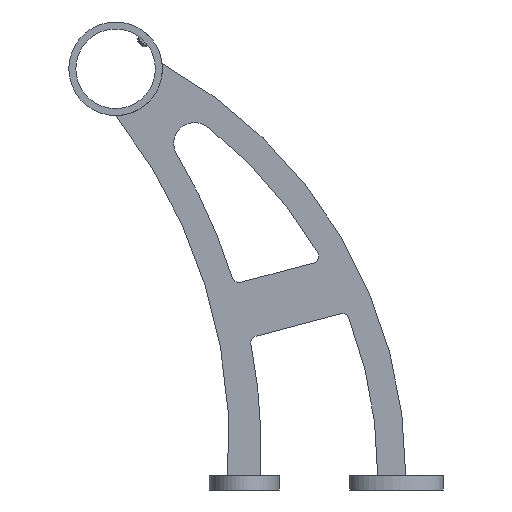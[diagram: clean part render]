
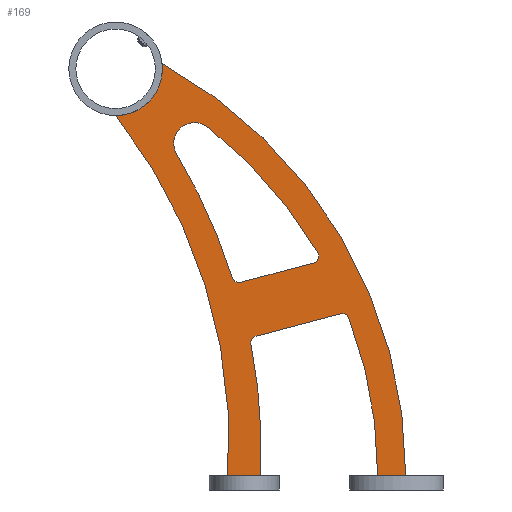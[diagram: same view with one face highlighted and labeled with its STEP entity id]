
A CAD part, left-side view. The second image highlights one B-rep face of the part: STEP entity #169.
In plain terms, the highlighted planar face has unit normal (-1, 0, 0).
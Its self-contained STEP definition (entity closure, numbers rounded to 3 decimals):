
#169 = ADVANCED_FACE ( 'NONE', ( #12363, #3836 ), #2366, .F. ) ;
#263 = CARTESIAN_POINT ( 'NONE',  ( -3., 59.199, 62.823 ) ) ;
#305 = ORIENTED_EDGE ( 'NONE', *, *, #11539, .T. ) ;
#320 = CARTESIAN_POINT ( 'NONE',  ( -3., 67.32, 91.642 ) ) ;
#323 = CARTESIAN_POINT ( 'NONE',  ( -3., -4., 6. ) ) ;
#700 = CARTESIAN_POINT ( 'NONE',  ( -3., 100.12, 182.186 ) ) ;
#748 = VERTEX_POINT ( 'NONE', #3568 ) ;
#871 = DIRECTION ( 'NONE',  ( 0., 0.967, -0.257 ) ) ;
#1109 = VERTEX_POINT ( 'NONE', #5700 ) ;
#1146 = DIRECTION ( 'NONE',  ( 0., 0., -1. ) ) ;
#1262 = CARTESIAN_POINT ( 'NONE',  ( -3., 80.632, 155.106 ) ) ;
#1528 = DIRECTION ( 'NONE',  ( 0., 0., -1. ) ) ;
#1649 = CARTESIAN_POINT ( 'NONE',  ( -3., 58., 6. ) ) ;
#1736 = DIRECTION ( 'NONE',  ( 1., 0., 0. ) ) ;
#1745 = EDGE_CURVE ( 'NONE', #1109, #748, #11659, .T. ) ;
#1929 = CIRCLE ( 'NONE', #12385, 188. ) ;
#2080 = CARTESIAN_POINT ( 'NONE',  ( -3., 23.845, 75.311 ) ) ;
#2258 = DIRECTION ( 'NONE',  ( 1., 0., 0. ) ) ;
#2352 = VERTEX_POINT ( 'NONE', #2080 ) ;
#2362 = DIRECTION ( 'NONE',  ( 1., 0., 0. ) ) ;
#2365 = ORIENTED_EDGE ( 'NONE', *, *, #4557, .F. ) ;
#2366 = PLANE ( 'NONE',  #8928 ) ;
#2484 = VERTEX_POINT ( 'NONE', #7775 ) ;
#2716 = LINE ( 'NONE', #11639, #6761 ) ;
#2844 = CARTESIAN_POINT ( 'NONE',  ( -3., 195.999, 6.666 ) ) ;
#3048 = EDGE_CURVE ( 'NONE', #2352, #6476, #3449, .T. ) ;
#3055 = VERTEX_POINT ( 'NONE', #13622 ) ;
#3081 = DIRECTION ( 'NONE',  ( 0., 0.967, -0.257 ) ) ;
#3145 = ORIENTED_EDGE ( 'NONE', *, *, #3380, .T. ) ;
#3338 = EDGE_LOOP ( 'NONE', ( #5175, #12021, #5888, #3145, #14155, #3733, #10419, #13613, #5340, #12312 ) ) ;
#3380 = EDGE_CURVE ( 'NONE', #6476, #3055, #1929, .T. ) ;
#3449 = CIRCLE ( 'NONE', #6507, 3. ) ;
#3568 = CARTESIAN_POINT ( 'NONE',  ( -3., 70.185, 90.753 ) ) ;
#3733 = ORIENTED_EDGE ( 'NONE', *, *, #4926, .F. ) ;
#3749 = CARTESIAN_POINT ( 'NONE',  ( -3., 35.441, 97.001 ) ) ;
#3836 = FACE_BOUND ( 'NONE', #10865, .T. ) ;
#3898 = VERTEX_POINT ( 'NONE', #10577 ) ;
#3985 = AXIS2_PLACEMENT_3D ( 'NONE', #11340, #7058, #7998 ) ;
#4071 = ORIENTED_EDGE ( 'NONE', *, *, #12018, .T. ) ;
#4175 = VECTOR ( 'NONE', #13908, 1000. ) ;
#4258 = AXIS2_PLACEMENT_3D ( 'NONE', #5745, #13386, #1528 ) ;
#4400 = CARTESIAN_POINT ( 'NONE',  ( -3., 296.533, 20.496 ) ) ;
#4493 = DIRECTION ( 'NONE',  ( 1., 0., 0. ) ) ;
#4499 = DIRECTION ( 'NONE',  ( 0., 0., -1. ) ) ;
#4541 = DIRECTION ( 'NONE',  ( 0., 0., -1. ) ) ;
#4557 = EDGE_CURVE ( 'NONE', #9314, #13960, #10921, .T. ) ;
#4621 = CIRCLE ( 'NONE', #3985, 9. ) ;
#4637 = AXIS2_PLACEMENT_3D ( 'NONE', #11507, #11606, #11555 ) ;
#4707 = AXIS2_PLACEMENT_3D ( 'NONE', #2844, #11572, #10350 ) ;
#4849 = EDGE_CURVE ( 'NONE', #2484, #748, #7496, .T. ) ;
#4926 = EDGE_CURVE ( 'NONE', #12550, #8751, #14036, .T. ) ;
#5107 = EDGE_CURVE ( 'NONE', #1109, #7077, #4621, .T. ) ;
#5175 = ORIENTED_EDGE ( 'NONE', *, *, #5210, .T. ) ;
#5210 = EDGE_CURVE ( 'NONE', #3898, #7269, #12310, .T. ) ;
#5340 = ORIENTED_EDGE ( 'NONE', *, *, #13229, .T. ) ;
#5700 = CARTESIAN_POINT ( 'NONE',  ( -3., 93.851, 143.335 ) ) ;
#5745 = CARTESIAN_POINT ( 'NONE',  ( -3., 36.21, 99.9 ) ) ;
#5888 = ORIENTED_EDGE ( 'NONE', *, *, #3048, .T. ) ;
#5961 = DIRECTION ( 'NONE',  ( 1., 0., 0. ) ) ;
#5965 = CARTESIAN_POINT ( 'NONE',  ( -3., 120., 160. ) ) ;
#5992 = CARTESIAN_POINT ( 'NONE',  ( -3., 33.619, 101.412 ) ) ;
#6367 = DIRECTION ( 'NONE',  ( 1., 0., 0. ) ) ;
#6476 = VERTEX_POINT ( 'NONE', #8285 ) ;
#6488 = EDGE_CURVE ( 'NONE', #3055, #8751, #6969, .T. ) ;
#6507 = AXIS2_PLACEMENT_3D ( 'NONE', #11707, #8315, #13909 ) ;
#6655 = DIRECTION ( 'NONE',  ( 0., 0., -1. ) ) ;
#6717 = DIRECTION ( 'NONE',  ( 0., 0., -1. ) ) ;
#6761 = VECTOR ( 'NONE', #871, 1000. ) ;
#6969 = LINE ( 'NONE', #13845, #8993 ) ;
#7003 = EDGE_CURVE ( 'NONE', #11550, #9484, #13299, .T. ) ;
#7048 = LINE ( 'NONE', #9506, #4175 ) ;
#7058 = DIRECTION ( 'NONE',  ( 1., 0., 0. ) ) ;
#7077 = VERTEX_POINT ( 'NONE', #1262 ) ;
#7269 = VERTEX_POINT ( 'NONE', #12262 ) ;
#7329 = AXIS2_PLACEMENT_3D ( 'NONE', #320, #12102, #6717 ) ;
#7349 = CARTESIAN_POINT ( 'NONE',  ( -3., 296.533, 20.496 ) ) ;
#7496 = CIRCLE ( 'NONE', #7329, 3. ) ;
#7775 = CARTESIAN_POINT ( 'NONE',  ( -3., 66.551, 88.743 ) ) ;
#7998 = DIRECTION ( 'NONE',  ( 0., 0., -1. ) ) ;
#8065 = CARTESIAN_POINT ( 'NONE',  ( -3., 195.999, 6.666 ) ) ;
#8207 = VERTEX_POINT ( 'NONE', #1649 ) ;
#8285 = CARTESIAN_POINT ( 'NONE',  ( -3., 20.271, 73.478 ) ) ;
#8315 = DIRECTION ( 'NONE',  ( 1., 0., 0. ) ) ;
#8330 = DIRECTION ( 'NONE',  ( 0., -1., 0. ) ) ;
#8436 = DIRECTION ( 'NONE',  ( 0., 0., -1. ) ) ;
#8751 = VERTEX_POINT ( 'NONE', #323 ) ;
#8883 = AXIS2_PLACEMENT_3D ( 'NONE', #11071, #4493, #4541 ) ;
#8910 = ORIENTED_EDGE ( 'NONE', *, *, #4849, .T. ) ;
#8928 = AXIS2_PLACEMENT_3D ( 'NONE', #12191, #13278, #1146 ) ;
#8957 = EDGE_CURVE ( 'NONE', #2352, #7269, #2716, .T. ) ;
#8993 = VECTOR ( 'NONE', #8330, 1000. ) ;
#9265 = LINE ( 'NONE', #11772, #12375 ) ;
#9314 = VERTEX_POINT ( 'NONE', #3749 ) ;
#9442 = CIRCLE ( 'NONE', #11784, 188. ) ;
#9484 = VERTEX_POINT ( 'NONE', #10297 ) ;
#9506 = CARTESIAN_POINT ( 'NONE',  ( -3., 0., 6. ) ) ;
#9725 = EDGE_CURVE ( 'NONE', #8207, #3898, #12248, .T. ) ;
#9786 = AXIS2_PLACEMENT_3D ( 'NONE', #263, #2362, #4499 ) ;
#10177 = AXIS2_PLACEMENT_3D ( 'NONE', #4400, #2258, #6655 ) ;
#10297 = CARTESIAN_POINT ( 'NONE',  ( -3., 72., 6. ) ) ;
#10326 = CARTESIAN_POINT ( 'NONE',  ( -3., 195.999, 6.666 ) ) ;
#10350 = DIRECTION ( 'NONE',  ( 0., 0., -1. ) ) ;
#10398 = ORIENTED_EDGE ( 'NONE', *, *, #1745, .F. ) ;
#10419 = ORIENTED_EDGE ( 'NONE', *, *, #12244, .T. ) ;
#10513 = ORIENTED_EDGE ( 'NONE', *, *, #5107, .T. ) ;
#10577 = CARTESIAN_POINT ( 'NONE',  ( -3., 62.144, 62.254 ) ) ;
#10865 = EDGE_LOOP ( 'NONE', ( #4071, #8910, #10398, #10513, #305, #2365 ) ) ;
#10921 = CIRCLE ( 'NONE', #4258, 3. ) ;
#11071 = CARTESIAN_POINT ( 'NONE',  ( -3., 120., 180. ) ) ;
#11340 = CARTESIAN_POINT ( 'NONE',  ( -3., 86.155, 148. ) ) ;
#11389 = AXIS2_PLACEMENT_3D ( 'NONE', #7349, #6367, #8436 ) ;
#11507 = CARTESIAN_POINT ( 'NONE',  ( -3., 298.515, 16.56 ) ) ;
#11539 = EDGE_CURVE ( 'NONE', #7077, #13960, #9442, .T. ) ;
#11550 = VERTEX_POINT ( 'NONE', #5965 ) ;
#11555 = DIRECTION ( 'NONE',  ( 0., 0., -1. ) ) ;
#11572 = DIRECTION ( 'NONE',  ( 1., 0., 0. ) ) ;
#11606 = DIRECTION ( 'NONE',  ( -1., 0., 0. ) ) ;
#11639 = CARTESIAN_POINT ( 'NONE',  ( -3., 20.244, 76.267 ) ) ;
#11659 = CIRCLE ( 'NONE', #11389, 237. ) ;
#11707 = CARTESIAN_POINT ( 'NONE',  ( -3., 23.075, 72.412 ) ) ;
#11772 = CARTESIAN_POINT ( 'NONE',  ( -3., 26.386, 99.404 ) ) ;
#11784 = AXIS2_PLACEMENT_3D ( 'NONE', #10326, #1736, #13709 ) ;
#12018 = EDGE_CURVE ( 'NONE', #9314, #2484, #9265, .T. ) ;
#12021 = ORIENTED_EDGE ( 'NONE', *, *, #8957, .F. ) ;
#12102 = DIRECTION ( 'NONE',  ( 1., 0., 0. ) ) ;
#12191 = CARTESIAN_POINT ( 'NONE',  ( -3., 0., 0. ) ) ;
#12244 = EDGE_CURVE ( 'NONE', #12550, #11550, #13391, .T. ) ;
#12248 = CIRCLE ( 'NONE', #4637, 240.747 ) ;
#12262 = CARTESIAN_POINT ( 'NONE',  ( -3., 59.969, 65.723 ) ) ;
#12310 = CIRCLE ( 'NONE', #9786, 3. ) ;
#12312 = ORIENTED_EDGE ( 'NONE', *, *, #9725, .T. ) ;
#12363 = FACE_OUTER_BOUND ( 'NONE', #3338, .T. ) ;
#12375 = VECTOR ( 'NONE', #3081, 1000. ) ;
#12385 = AXIS2_PLACEMENT_3D ( 'NONE', #8065, #5961, #13603 ) ;
#12550 = VERTEX_POINT ( 'NONE', #700 ) ;
#13229 = EDGE_CURVE ( 'NONE', #9484, #8207, #7048, .T. ) ;
#13278 = DIRECTION ( 'NONE',  ( 1., 0., 0. ) ) ;
#13299 = CIRCLE ( 'NONE', #10177, 225. ) ;
#13386 = DIRECTION ( 'NONE',  ( -1., 0., 0. ) ) ;
#13391 = CIRCLE ( 'NONE', #8883, 20. ) ;
#13603 = DIRECTION ( 'NONE',  ( 0., 0., -1. ) ) ;
#13613 = ORIENTED_EDGE ( 'NONE', *, *, #7003, .T. ) ;
#13622 = CARTESIAN_POINT ( 'NONE',  ( -3., 8., 6. ) ) ;
#13709 = DIRECTION ( 'NONE',  ( 0., 0., -1. ) ) ;
#13845 = CARTESIAN_POINT ( 'NONE',  ( -3., 0., 6. ) ) ;
#13908 = DIRECTION ( 'NONE',  ( 0., -1., 0. ) ) ;
#13909 = DIRECTION ( 'NONE',  ( 0., 0., -1. ) ) ;
#13960 = VERTEX_POINT ( 'NONE', #5992 ) ;
#14036 = CIRCLE ( 'NONE', #4707, 200. ) ;
#14155 = ORIENTED_EDGE ( 'NONE', *, *, #6488, .T. ) ;
